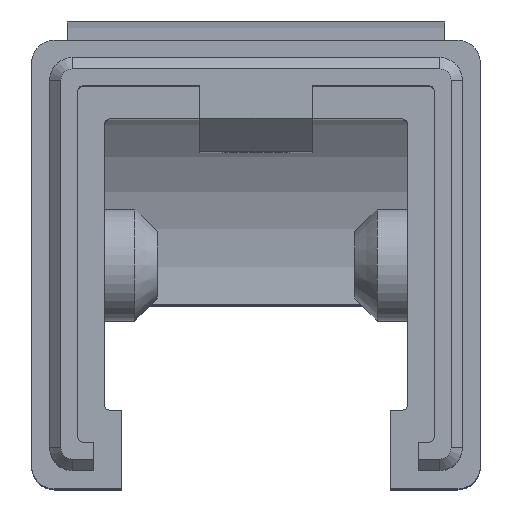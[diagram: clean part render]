
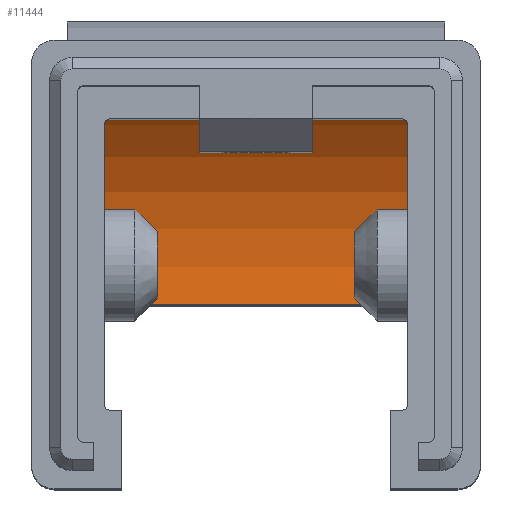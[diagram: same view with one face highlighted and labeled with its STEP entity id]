
A CAD part, top view. The second image highlights one B-rep face of the part: STEP entity #11444.
In plain terms, the highlighted cylindrical face has radius 20 mm (diameter 40 mm), a partial arc.
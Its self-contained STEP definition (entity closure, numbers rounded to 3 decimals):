
#183 = EDGE_CURVE ( 'NONE', #11733, #11903, #10678, .T. ) ;
#290 = EDGE_CURVE ( 'NONE', #14378, #14669, #17719, .T. ) ;
#1391 = B_SPLINE_CURVE_WITH_KNOTS ( 'NONE', 3,
 ( #17625, #9936, #21364, #4104, #17539, #13521, #13781, #4015 ),
 .UNSPECIFIED., .F., .F.,
 ( 4, 2, 2, 4 ),
 ( 0., 0., 0., 0.001 ),
 .UNSPECIFIED. ) ;
#2323 = EDGE_CURVE ( 'NONE', #11733, #16585, #1391, .T. ) ;
#2484 = EDGE_CURVE ( 'NONE', #16585, #14669, #14258, .T. ) ;
#3095 = ORIENTED_EDGE ( 'NONE', *, *, #290, .F. ) ;
#3528 = CARTESIAN_POINT ( 'NONE',  ( -13.5, 12.5, -45.612 ) ) ;
#3660 = ORIENTED_EDGE ( 'NONE', *, *, #4587, .F. ) ;
#4015 = CARTESIAN_POINT ( 'NONE',  ( -13.5, 12.5, -45.612 ) ) ;
#4104 = CARTESIAN_POINT ( 'NONE',  ( -13.279, 12.921, -45.266 ) ) ;
#4320 = CARTESIAN_POINT ( 'NONE',  ( 13., 13., -45.199 ) ) ;
#4587 = EDGE_CURVE ( 'NONE', #4879, #14378, #21230, .T. ) ;
#4660 = CARTESIAN_POINT ( 'NONE',  ( 13.076, 13., -45.199 ) ) ;
#4879 = VERTEX_POINT ( 'NONE', #19112 ) ;
#6377 = CARTESIAN_POINT ( 'NONE',  ( 20., -3.473, -49.696 ) ) ;
#6689 = VECTOR ( 'NONE', #16034, 1000. ) ;
#6994 = CARTESIAN_POINT ( 'NONE',  ( 13.5, 0., -30. ) ) ;
#7905 = EDGE_CURVE ( 'NONE', #4879, #11903, #19558, .T. ) ;
#9057 = DIRECTION ( 'NONE',  ( 0., -1., 0. ) ) ;
#9075 = DIRECTION ( 'NONE',  ( 1., 0., 0. ) ) ;
#9936 = CARTESIAN_POINT ( 'NONE',  ( -13.076, 13., -45.199 ) ) ;
#10065 = VECTOR ( 'NONE', #9075, 1000. ) ;
#10083 = CARTESIAN_POINT ( 'NONE',  ( -500000., 0., -30. ) ) ;
#10574 = CARTESIAN_POINT ( 'NONE',  ( 13.279, 12.921, -45.266 ) ) ;
#10678 = LINE ( 'NONE', #20915, #10065 ) ;
#11248 = CARTESIAN_POINT ( 'NONE',  ( -13., 13., -45.199 ) ) ;
#11350 = AXIS2_PLACEMENT_3D ( 'NONE', #22294, #12482, #24244 ) ;
#11444 = ADVANCED_FACE ( 'NONE', ( #18538 ), #12406, .F. ) ;
#11733 = VERTEX_POINT ( 'NONE', #11248 ) ;
#11903 = VERTEX_POINT ( 'NONE', #22242 ) ;
#12278 = CARTESIAN_POINT ( 'NONE',  ( 13.46, 12.735, -45.422 ) ) ;
#12406 = CYLINDRICAL_SURFACE ( 'NONE', #24470, 20. ) ;
#12482 = DIRECTION ( 'NONE',  ( -1., 0., 0. ) ) ;
#12739 = ORIENTED_EDGE ( 'NONE', *, *, #2484, .T. ) ;
#13521 = CARTESIAN_POINT ( 'NONE',  ( -13.46, 12.735, -45.422 ) ) ;
#13781 = CARTESIAN_POINT ( 'NONE',  ( -13.5, 12.618, -45.518 ) ) ;
#14258 = CIRCLE ( 'NONE', #11350, 20. ) ;
#14378 = VERTEX_POINT ( 'NONE', #21167 ) ;
#14669 = VERTEX_POINT ( 'NONE', #15080 ) ;
#15080 = CARTESIAN_POINT ( 'NONE',  ( -13.5, -3.473, -49.696 ) ) ;
#15601 = CARTESIAN_POINT ( 'NONE',  ( 13.5, 12.618, -45.518 ) ) ;
#16034 = DIRECTION ( 'NONE',  ( -1., 0., 0. ) ) ;
#16463 = DIRECTION ( 'NONE',  ( 0., 1., 0. ) ) ;
#16585 = VERTEX_POINT ( 'NONE', #3528 ) ;
#16921 = ORIENTED_EDGE ( 'NONE', *, *, #2323, .T. ) ;
#17539 = CARTESIAN_POINT ( 'NONE',  ( -13.332, 12.879, -45.301 ) ) ;
#17625 = CARTESIAN_POINT ( 'NONE',  ( -13., 13., -45.199 ) ) ;
#17719 = LINE ( 'NONE', #6377, #6689 ) ;
#18346 = CARTESIAN_POINT ( 'NONE',  ( 13.333, 12.879, -45.302 ) ) ;
#18449 = DIRECTION ( 'NONE',  ( 1., 0., 0. ) ) ;
#18538 = FACE_OUTER_BOUND ( 'NONE', #21030, .T. ) ;
#19112 = CARTESIAN_POINT ( 'NONE',  ( 13.5, 12.5, -45.612 ) ) ;
#19558 = B_SPLINE_CURVE_WITH_KNOTS ( 'NONE', 3,
 ( #19811, #15601, #12278, #18346, #10574, #20213, #4660, #4320 ),
 .UNSPECIFIED., .F., .F.,
 ( 4, 2, 2, 4 ),
 ( 0., 0., 0.001, 0.001 ),
 .UNSPECIFIED. ) ;
#19600 = ORIENTED_EDGE ( 'NONE', *, *, #183, .F. ) ;
#19811 = CARTESIAN_POINT ( 'NONE',  ( 13.5, 12.5, -45.612 ) ) ;
#20213 = CARTESIAN_POINT ( 'NONE',  ( 13.151, 12.982, -45.214 ) ) ;
#20273 = ORIENTED_EDGE ( 'NONE', *, *, #7905, .T. ) ;
#20915 = CARTESIAN_POINT ( 'NONE',  ( -500000., 13., -45.199 ) ) ;
#20945 = AXIS2_PLACEMENT_3D ( 'NONE', #6994, #24751, #9057 ) ;
#21030 = EDGE_LOOP ( 'NONE', ( #3660, #20273, #19600, #16921, #12739, #3095 ) ) ;
#21167 = CARTESIAN_POINT ( 'NONE',  ( 13.5, -3.473, -49.696 ) ) ;
#21230 = CIRCLE ( 'NONE', #20945, 20. ) ;
#21364 = CARTESIAN_POINT ( 'NONE',  ( -13.151, 12.982, -45.214 ) ) ;
#22242 = CARTESIAN_POINT ( 'NONE',  ( 13., 13., -45.199 ) ) ;
#22294 = CARTESIAN_POINT ( 'NONE',  ( -13.5, 0., -30. ) ) ;
#24244 = DIRECTION ( 'NONE',  ( 0., -1., 0. ) ) ;
#24470 = AXIS2_PLACEMENT_3D ( 'NONE', #10083, #18449, #16463 ) ;
#24751 = DIRECTION ( 'NONE',  ( -1., 0., 0. ) ) ;
